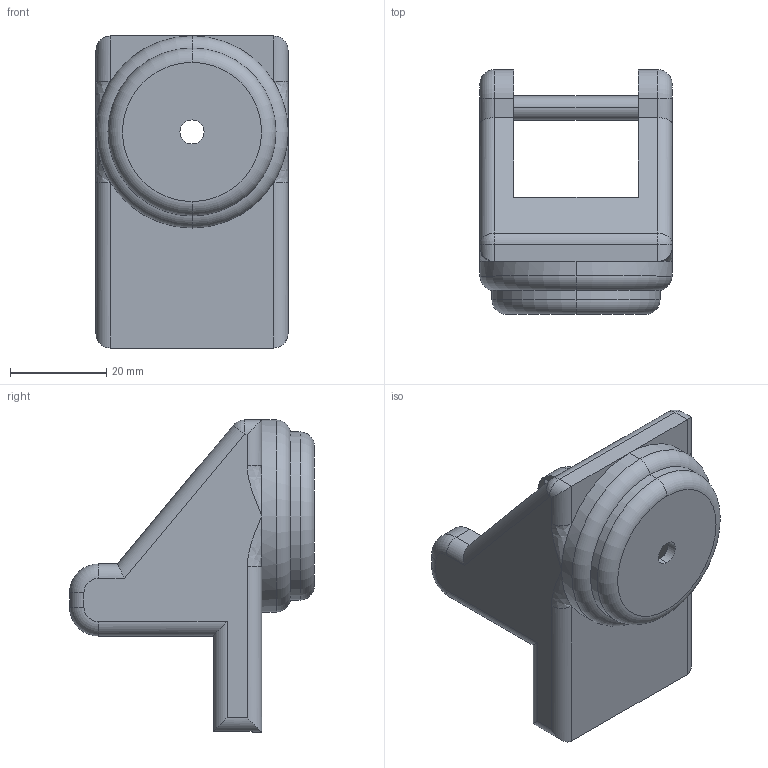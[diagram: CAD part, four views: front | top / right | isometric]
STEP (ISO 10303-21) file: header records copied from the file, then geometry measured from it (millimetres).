
FILE_DESCRIPTION (( 'STEP AP203' ), '1' );
FILE_NAME ('Table Wheel Holder_Default_sldprt.STEP', '2023-10-19T05:35:17', ( '' ), ( '' ), 'SwSTEP 2.0', 'SolidWorks 2023', '' );
FILE_SCHEMA (( 'CONFIG_CONTROL_DESIGN' ));
Length unit declared in the file: millimetre
Products named in the file (1): Table Wheel Holder_Default_sldprt
Bounding box: 40 x 51 x 65 mm (x, y, z)
Volume: 14583.6 mm3; surface area: 15401.2 mm2
Topology: 1 solids, 1 shells, 84 faces, 212 edges, 126 vertices
Faces by surface type: cylinder 35, plane 35, torus 8, bspline 4, sphere 2
Entity records: 2710 total; most frequent: CARTESIAN_POINT 646, DIRECTION 425, ORIENTED_EDGE 414, EDGE_CURVE 207, AXIS2_PLACEMENT_3D 153, VERTEX_POINT 126, VECTOR 119, LINE 119
